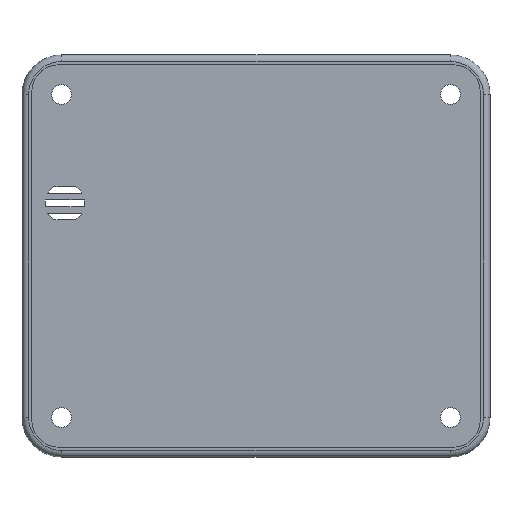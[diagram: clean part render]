
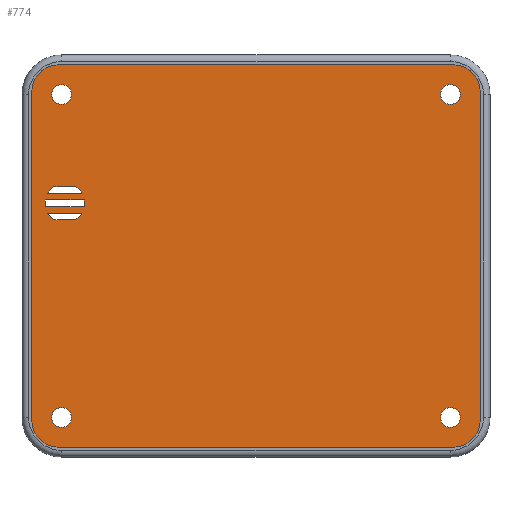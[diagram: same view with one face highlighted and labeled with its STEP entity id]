
A CAD part, top view. The second image highlights one B-rep face of the part: STEP entity #774.
In plain terms, the highlighted planar face has unit normal (0, 0, 1).
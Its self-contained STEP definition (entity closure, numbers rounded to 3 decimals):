
#19=FACE_BOUND('',#111,.T.);
#20=FACE_BOUND('',#112,.T.);
#21=FACE_BOUND('',#113,.T.);
#22=FACE_BOUND('',#114,.T.);
#23=FACE_BOUND('',#115,.T.);
#24=FACE_BOUND('',#116,.T.);
#25=FACE_BOUND('',#117,.T.);
#40=PLANE('',#851);
#67=FACE_OUTER_BOUND('',#110,.T.);
#110=EDGE_LOOP('',(#576,#577,#578,#579,#580,#581,#582,#583));
#111=EDGE_LOOP('',(#584));
#112=EDGE_LOOP('',(#585));
#113=EDGE_LOOP('',(#586,#587,#588,#589));
#114=EDGE_LOOP('',(#590,#591,#592,#593));
#115=EDGE_LOOP('',(#594,#595,#596,#597));
#116=EDGE_LOOP('',(#598));
#117=EDGE_LOOP('',(#599));
#156=LINE('',#1174,#220);
#160=LINE('',#1186,#224);
#164=LINE('',#1198,#228);
#168=LINE('',#1210,#232);
#172=LINE('',#1222,#236);
#176=LINE('',#1234,#240);
#180=LINE('',#1256,#244);
#181=LINE('',#1260,#245);
#182=LINE('',#1264,#246);
#183=LINE('',#1267,#247);
#220=VECTOR('',#926,10.);
#224=VECTOR('',#938,10.);
#228=VECTOR('',#950,10.);
#232=VECTOR('',#962,10.);
#236=VECTOR('',#974,10.);
#240=VECTOR('',#986,10.);
#244=VECTOR('',#1012,10.);
#245=VECTOR('',#1015,10.);
#246=VECTOR('',#1018,10.);
#247=VECTOR('',#1021,10.);
#280=CIRCLE('',#816,1.5);
#282=CIRCLE('',#819,1.5);
#285=CIRCLE('',#824,3.);
#287=CIRCLE('',#828,3.);
#289=CIRCLE('',#832,3.);
#291=CIRCLE('',#836,3.);
#293=CIRCLE('',#840,3.);
#295=CIRCLE('',#844,3.);
#296=CIRCLE('',#846,1.5);
#298=CIRCLE('',#849,1.5);
#300=CIRCLE('',#852,4.);
#301=CIRCLE('',#853,4.);
#302=CIRCLE('',#854,4.);
#303=CIRCLE('',#855,4.);
#328=VERTEX_POINT('',#1156);
#330=VERTEX_POINT('',#1162);
#334=VERTEX_POINT('',#1171);
#335=VERTEX_POINT('',#1173);
#337=VERTEX_POINT('',#1179);
#339=VERTEX_POINT('',#1185);
#342=VERTEX_POINT('',#1195);
#343=VERTEX_POINT('',#1197);
#345=VERTEX_POINT('',#1203);
#347=VERTEX_POINT('',#1209);
#350=VERTEX_POINT('',#1219);
#351=VERTEX_POINT('',#1221);
#353=VERTEX_POINT('',#1227);
#355=VERTEX_POINT('',#1233);
#356=VERTEX_POINT('',#1240);
#358=VERTEX_POINT('',#1246);
#360=VERTEX_POINT('',#1252);
#361=VERTEX_POINT('',#1253);
#362=VERTEX_POINT('',#1255);
#363=VERTEX_POINT('',#1257);
#364=VERTEX_POINT('',#1259);
#365=VERTEX_POINT('',#1261);
#366=VERTEX_POINT('',#1263);
#367=VERTEX_POINT('',#1265);
#400=EDGE_CURVE('',#328,#328,#280,.T.);
#403=EDGE_CURVE('',#330,#330,#282,.T.);
#408=EDGE_CURVE('',#335,#334,#156,.T.);
#411=EDGE_CURVE('',#337,#335,#285,.T.);
#414=EDGE_CURVE('',#339,#337,#160,.T.);
#417=EDGE_CURVE('',#334,#339,#287,.T.);
#420=EDGE_CURVE('',#343,#342,#164,.T.);
#423=EDGE_CURVE('',#345,#343,#289,.T.);
#426=EDGE_CURVE('',#347,#345,#168,.T.);
#429=EDGE_CURVE('',#342,#347,#291,.T.);
#432=EDGE_CURVE('',#351,#350,#172,.T.);
#435=EDGE_CURVE('',#353,#351,#293,.T.);
#438=EDGE_CURVE('',#355,#353,#176,.T.);
#441=EDGE_CURVE('',#350,#355,#295,.T.);
#442=EDGE_CURVE('',#356,#356,#296,.T.);
#445=EDGE_CURVE('',#358,#358,#298,.T.);
#448=EDGE_CURVE('',#360,#361,#300,.T.);
#449=EDGE_CURVE('',#362,#360,#180,.T.);
#450=EDGE_CURVE('',#363,#362,#301,.T.);
#451=EDGE_CURVE('',#364,#363,#181,.T.);
#452=EDGE_CURVE('',#365,#364,#302,.T.);
#453=EDGE_CURVE('',#366,#365,#182,.T.);
#454=EDGE_CURVE('',#367,#366,#303,.T.);
#455=EDGE_CURVE('',#361,#367,#183,.T.);
#576=ORIENTED_EDGE('',*,*,#448,.F.);
#577=ORIENTED_EDGE('',*,*,#449,.F.);
#578=ORIENTED_EDGE('',*,*,#450,.F.);
#579=ORIENTED_EDGE('',*,*,#451,.F.);
#580=ORIENTED_EDGE('',*,*,#452,.F.);
#581=ORIENTED_EDGE('',*,*,#453,.F.);
#582=ORIENTED_EDGE('',*,*,#454,.F.);
#583=ORIENTED_EDGE('',*,*,#455,.F.);
#584=ORIENTED_EDGE('',*,*,#445,.T.);
#585=ORIENTED_EDGE('',*,*,#442,.T.);
#586=ORIENTED_EDGE('',*,*,#441,.T.);
#587=ORIENTED_EDGE('',*,*,#438,.T.);
#588=ORIENTED_EDGE('',*,*,#435,.T.);
#589=ORIENTED_EDGE('',*,*,#432,.T.);
#590=ORIENTED_EDGE('',*,*,#429,.T.);
#591=ORIENTED_EDGE('',*,*,#426,.T.);
#592=ORIENTED_EDGE('',*,*,#423,.T.);
#593=ORIENTED_EDGE('',*,*,#420,.T.);
#594=ORIENTED_EDGE('',*,*,#417,.T.);
#595=ORIENTED_EDGE('',*,*,#414,.T.);
#596=ORIENTED_EDGE('',*,*,#411,.T.);
#597=ORIENTED_EDGE('',*,*,#408,.T.);
#598=ORIENTED_EDGE('',*,*,#403,.T.);
#599=ORIENTED_EDGE('',*,*,#400,.T.);
#774=ADVANCED_FACE('',(#67,#19,#20,#21,#22,#23,#24,#25),#40,.T.);
#816=AXIS2_PLACEMENT_3D('',#1157,#910,#911);
#819=AXIS2_PLACEMENT_3D('',#1163,#917,#918);
#824=AXIS2_PLACEMENT_3D('',#1180,#932,#933);
#828=AXIS2_PLACEMENT_3D('',#1190,#944,#945);
#832=AXIS2_PLACEMENT_3D('',#1204,#956,#957);
#836=AXIS2_PLACEMENT_3D('',#1214,#968,#969);
#840=AXIS2_PLACEMENT_3D('',#1228,#980,#981);
#844=AXIS2_PLACEMENT_3D('',#1238,#992,#993);
#846=AXIS2_PLACEMENT_3D('',#1241,#996,#997);
#849=AXIS2_PLACEMENT_3D('',#1247,#1003,#1004);
#851=AXIS2_PLACEMENT_3D('',#1251,#1008,#1009);
#852=AXIS2_PLACEMENT_3D('',#1254,#1010,#1011);
#853=AXIS2_PLACEMENT_3D('',#1258,#1013,#1014);
#854=AXIS2_PLACEMENT_3D('',#1262,#1016,#1017);
#855=AXIS2_PLACEMENT_3D('',#1266,#1019,#1020);
#910=DIRECTION('center_axis',(0.,0.,-1.));
#911=DIRECTION('ref_axis',(1.,0.,0.));
#917=DIRECTION('center_axis',(0.,0.,-1.));
#918=DIRECTION('ref_axis',(1.,0.,0.));
#926=DIRECTION('',(1.,0.,0.));
#932=DIRECTION('center_axis',(0.,0.,-1.));
#933=DIRECTION('ref_axis',(-0.553,0.833,0.));
#938=DIRECTION('',(-1.,0.,0.));
#944=DIRECTION('center_axis',(0.,0.,-1.));
#945=DIRECTION('ref_axis',(0.866,0.5,0.));
#950=DIRECTION('',(1.,0.,0.));
#956=DIRECTION('center_axis',(0.,0.,-1.));
#957=DIRECTION('ref_axis',(-0.866,-0.5,0.));
#962=DIRECTION('',(-1.,0.,0.));
#968=DIRECTION('center_axis',(0.,0.,-1.));
#969=DIRECTION('ref_axis',(0.553,-0.833,0.));
#974=DIRECTION('',(1.,0.,0.));
#980=DIRECTION('center_axis',(0.,0.,-1.));
#981=DIRECTION('ref_axis',(-0.986,0.167,0.));
#986=DIRECTION('',(-1.,0.,0.));
#992=DIRECTION('center_axis',(0.,0.,-1.));
#993=DIRECTION('ref_axis',(0.986,-0.167,0.));
#996=DIRECTION('center_axis',(0.,0.,-1.));
#997=DIRECTION('ref_axis',(1.,0.,0.));
#1003=DIRECTION('center_axis',(0.,0.,-1.));
#1004=DIRECTION('ref_axis',(1.,0.,0.));
#1008=DIRECTION('center_axis',(0.,0.,1.));
#1009=DIRECTION('ref_axis',(1.,0.,0.));
#1010=DIRECTION('center_axis',(0.,0.,-1.));
#1011=DIRECTION('ref_axis',(0.,1.,0.));
#1012=DIRECTION('',(0.,1.,0.));
#1013=DIRECTION('center_axis',(0.,0.,-1.));
#1014=DIRECTION('ref_axis',(-1.,0.,0.));
#1015=DIRECTION('',(-1.,0.,0.));
#1016=DIRECTION('center_axis',(0.,0.,-1.));
#1017=DIRECTION('ref_axis',(0.,-1.,0.));
#1018=DIRECTION('',(0.,-1.,0.));
#1019=DIRECTION('center_axis',(0.,0.,-1.));
#1020=DIRECTION('ref_axis',(1.,0.,0.));
#1021=DIRECTION('',(1.,0.,0.));
#1156=CARTESIAN_POINT('',(-31.,-24.5,1.5));
#1157=CARTESIAN_POINT('Origin',(-29.5,-24.5,1.5));
#1162=CARTESIAN_POINT('',(28.,-24.5,1.5));
#1163=CARTESIAN_POINT('Origin',(29.5,-24.5,1.5));
#1171=CARTESIAN_POINT('',(-27.342,10.5,1.5));
#1173=CARTESIAN_POINT('',(-30.658,10.5,1.5));
#1174=CARTESIAN_POINT('',(-27.342,10.5,1.5));
#1179=CARTESIAN_POINT('',(-31.598,9.5,1.5));
#1180=CARTESIAN_POINT('Origin',(-29.,8.,1.5));
#1185=CARTESIAN_POINT('',(-26.402,9.5,1.5));
#1186=CARTESIAN_POINT('',(-31.598,9.5,1.5));
#1190=CARTESIAN_POINT('Origin',(-29.,8.,1.5));
#1195=CARTESIAN_POINT('',(-26.402,6.5,1.5));
#1197=CARTESIAN_POINT('',(-31.598,6.5,1.5));
#1198=CARTESIAN_POINT('',(-26.402,6.5,1.5));
#1203=CARTESIAN_POINT('',(-30.658,5.5,1.5));
#1204=CARTESIAN_POINT('Origin',(-29.,8.,1.5));
#1209=CARTESIAN_POINT('',(-27.342,5.5,1.5));
#1210=CARTESIAN_POINT('',(-30.658,5.5,1.5));
#1214=CARTESIAN_POINT('Origin',(-29.,8.,1.5));
#1219=CARTESIAN_POINT('',(-26.042,8.5,1.5));
#1221=CARTESIAN_POINT('',(-31.958,8.5,1.5));
#1222=CARTESIAN_POINT('',(-26.042,8.5,1.5));
#1227=CARTESIAN_POINT('',(-31.958,7.5,1.5));
#1228=CARTESIAN_POINT('Origin',(-29.,8.,1.5));
#1233=CARTESIAN_POINT('',(-26.042,7.5,1.5));
#1234=CARTESIAN_POINT('',(-31.958,7.5,1.5));
#1238=CARTESIAN_POINT('Origin',(-29.,8.,1.5));
#1240=CARTESIAN_POINT('',(-31.,24.5,1.5));
#1241=CARTESIAN_POINT('Origin',(-29.5,24.5,1.5));
#1246=CARTESIAN_POINT('',(28.,24.5,1.5));
#1247=CARTESIAN_POINT('Origin',(29.5,24.5,1.5));
#1251=CARTESIAN_POINT('Origin',(0.,0.,
1.5));
#1252=CARTESIAN_POINT('',(-34.,25.,1.5));
#1253=CARTESIAN_POINT('',(-30.,29.,1.5));
#1254=CARTESIAN_POINT('Origin',(-30.,25.,1.5));
#1255=CARTESIAN_POINT('',(-34.,-25.,1.5));
#1256=CARTESIAN_POINT('',(-34.,-12.5,1.5));
#1257=CARTESIAN_POINT('',(-30.,-29.,1.5));
#1258=CARTESIAN_POINT('Origin',(-30.,-25.,1.5));
#1259=CARTESIAN_POINT('',(30.,-29.,1.5));
#1260=CARTESIAN_POINT('',(15.,-29.,1.5));
#1261=CARTESIAN_POINT('',(34.,-25.,1.5));
#1262=CARTESIAN_POINT('Origin',(30.,-25.,1.5));
#1263=CARTESIAN_POINT('',(34.,25.,1.5));
#1264=CARTESIAN_POINT('',(34.,12.5,1.5));
#1265=CARTESIAN_POINT('',(30.,29.,1.5));
#1266=CARTESIAN_POINT('Origin',(30.,25.,1.5));
#1267=CARTESIAN_POINT('',(-15.,29.,1.5));
